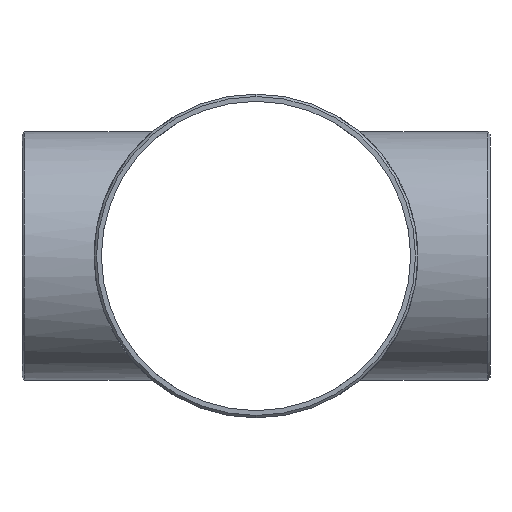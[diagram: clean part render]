
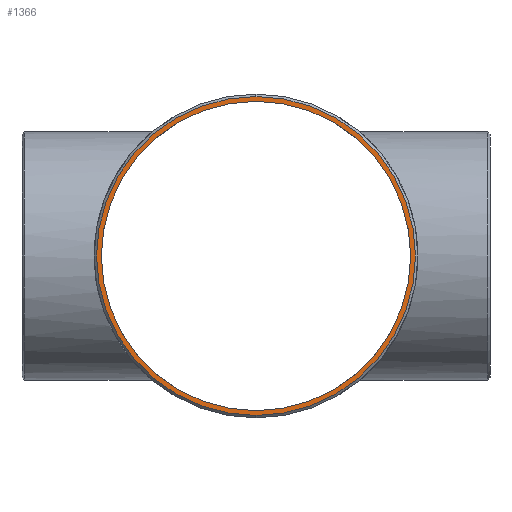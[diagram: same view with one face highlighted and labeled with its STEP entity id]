
A CAD part, left-side view. The second image highlights one B-rep face of the part: STEP entity #1366.
In plain terms, the highlighted planar face has unit normal (-1, 0, 0).
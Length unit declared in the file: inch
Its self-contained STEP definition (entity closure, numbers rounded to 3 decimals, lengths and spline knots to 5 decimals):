
#17 = DIRECTION ( 'NONE',  ( -1., 0., 0. ) ) ;
#27 = CARTESIAN_POINT ( 'NONE',  ( -11., 0., 0. ) ) ;
#40 = AXIS2_PLACEMENT_3D ( 'NONE', #27, #17, #1194 ) ;
#142 = CIRCLE ( 'NONE', #1185, 6.688 ) ;
#182 = ORIENTED_EDGE ( 'NONE', *, *, #361, .T. ) ;
#208 = FACE_OUTER_BOUND ( 'NONE', #1360, .T. ) ;
#217 = ORIENTED_EDGE ( 'NONE', *, *, #1144, .T. ) ;
#220 = DIRECTION ( 'NONE',  ( 0., 0., 1. ) ) ;
#253 = DIRECTION ( 'NONE',  ( 0., 0., 1. ) ) ;
#284 = EDGE_LOOP ( 'NONE', ( #182, #217 ) ) ;
#340 = VERTEX_POINT ( 'NONE', #1197 ) ;
#343 = DIRECTION ( 'NONE',  ( -1., 0., 0. ) ) ;
#352 = AXIS2_PLACEMENT_3D ( 'NONE', #1484, #644, #781 ) ;
#361 = EDGE_CURVE ( 'NONE', #630, #1336, #485, .T. ) ;
#485 = CIRCLE ( 'NONE', #1039, 6.688 ) ;
#491 = DIRECTION ( 'NONE',  ( 1., 0., 0. ) ) ;
#499 = CARTESIAN_POINT ( 'NONE',  ( -11., 0., 0. ) ) ;
#564 = CARTESIAN_POINT ( 'NONE',  ( -11., 0., -6.688 ) ) ;
#605 = DIRECTION ( 'NONE',  ( 1., 0., 0. ) ) ;
#630 = VERTEX_POINT ( 'NONE', #954 ) ;
#644 = DIRECTION ( 'NONE',  ( -1., 0., 0. ) ) ;
#667 = AXIS2_PLACEMENT_3D ( 'NONE', #1403, #343, #220 ) ;
#738 = ORIENTED_EDGE ( 'NONE', *, *, #1528, .T. ) ;
#781 = DIRECTION ( 'NONE',  ( 0., 0., 1. ) ) ;
#942 = CARTESIAN_POINT ( 'NONE',  ( -11., 0., 0. ) ) ;
#954 = CARTESIAN_POINT ( 'NONE',  ( -11., 0., 6.688 ) ) ;
#1039 = AXIS2_PLACEMENT_3D ( 'NONE', #942, #605, #253 ) ;
#1131 = ORIENTED_EDGE ( 'NONE', *, *, #1302, .T. ) ;
#1144 = EDGE_CURVE ( 'NONE', #1336, #630, #142, .T. ) ;
#1165 = FACE_BOUND ( 'NONE', #284, .T. ) ;
#1185 = AXIS2_PLACEMENT_3D ( 'NONE', #499, #491, #1434 ) ;
#1194 = DIRECTION ( 'NONE',  ( 0., 0., -1. ) ) ;
#1197 = CARTESIAN_POINT ( 'NONE',  ( -11., 0., -6.896 ) ) ;
#1210 = CARTESIAN_POINT ( 'NONE',  ( -11., 0., 6.896 ) ) ;
#1302 = EDGE_CURVE ( 'NONE', #1369, #340, #1455, .T. ) ;
#1334 = PLANE ( 'NONE',  #40 ) ;
#1336 = VERTEX_POINT ( 'NONE', #564 ) ;
#1360 = EDGE_LOOP ( 'NONE', ( #738, #1131 ) ) ;
#1366 = ADVANCED_FACE ( 'NONE', ( #208, #1165 ), #1334, .T. ) ;
#1369 = VERTEX_POINT ( 'NONE', #1210 ) ;
#1403 = CARTESIAN_POINT ( 'NONE',  ( -11., 0., 0. ) ) ;
#1434 = DIRECTION ( 'NONE',  ( 0., 0., 1. ) ) ;
#1455 = CIRCLE ( 'NONE', #352, 6.896 ) ;
#1484 = CARTESIAN_POINT ( 'NONE',  ( -11., 0., 0. ) ) ;
#1511 = CIRCLE ( 'NONE', #667, 6.896 ) ;
#1528 = EDGE_CURVE ( 'NONE', #340, #1369, #1511, .T. ) ;
